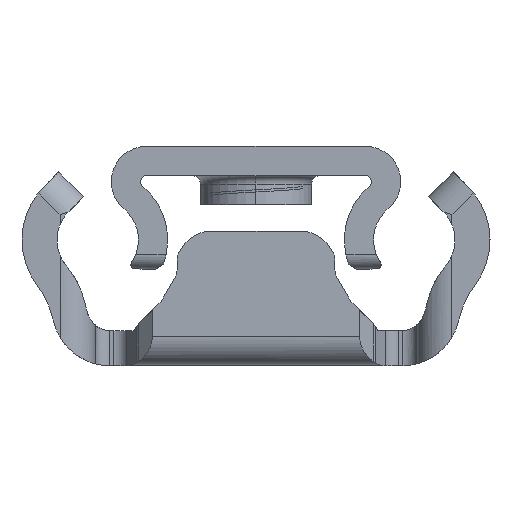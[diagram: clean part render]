
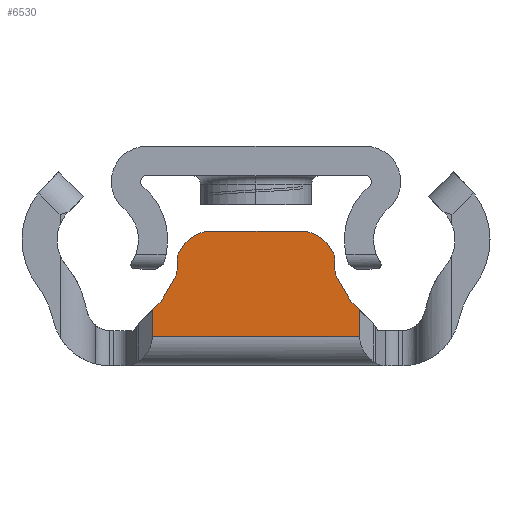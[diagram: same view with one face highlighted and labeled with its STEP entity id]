
A CAD part, left-side view. The second image highlights one B-rep face of the part: STEP entity #6530.
In plain terms, the highlighted planar face has unit normal (-1, 0, 0).
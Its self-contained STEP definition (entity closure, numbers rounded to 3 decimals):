
#19 = VECTOR ( 'NONE', #3944, 1000. ) ;
#98 = LINE ( 'NONE', #4542, #7942 ) ;
#186 = CARTESIAN_POINT ( 'NONE',  ( 1.3, 3.546, 6.626 ) ) ;
#201 = AXIS2_PLACEMENT_3D ( 'NONE', #6252, #6658, #7611 ) ;
#286 = VECTOR ( 'NONE', #3158, 1000. ) ;
#312 = CIRCLE ( 'NONE', #6854, 0.5 ) ;
#353 = LINE ( 'NONE', #2999, #7265 ) ;
#458 = DIRECTION ( 'NONE',  ( 0., 0., -1. ) ) ;
#489 = VERTEX_POINT ( 'NONE', #1532 ) ;
#517 = CARTESIAN_POINT ( 'NONE',  ( 1.3, -1.512, 4.6 ) ) ;
#600 = VERTEX_POINT ( 'NONE', #3436 ) ;
#606 = VERTEX_POINT ( 'NONE', #2695 ) ;
#685 = ORIENTED_EDGE ( 'NONE', *, *, #8131, .F. ) ;
#702 = LINE ( 'NONE', #7809, #6886 ) ;
#774 = ORIENTED_EDGE ( 'NONE', *, *, #6418, .T. ) ;
#1016 = DIRECTION ( 'NONE',  ( 0., -1., 0. ) ) ;
#1043 = VECTOR ( 'NONE', #2833, 1000. ) ;
#1303 = VECTOR ( 'NONE', #8380, 1000. ) ;
#1334 = EDGE_CURVE ( 'NONE', #5305, #6598, #1618, .T. ) ;
#1424 = VECTOR ( 'NONE', #8097, 1000. ) ;
#1529 = EDGE_CURVE ( 'NONE', #7295, #489, #702, .T. ) ;
#1532 = CARTESIAN_POINT ( 'NONE',  ( 1.3, 3.24, 2.206 ) ) ;
#1616 = EDGE_CURVE ( 'NONE', #6598, #3043, #7853, .T. ) ;
#1618 = LINE ( 'NONE', #8424, #1303 ) ;
#1634 = DIRECTION ( 'NONE',  ( 0., 0.5, -0.866 ) ) ;
#1683 = ORIENTED_EDGE ( 'NONE', *, *, #2132, .T. ) ;
#1714 = EDGE_CURVE ( 'NONE', #8003, #6327, #8062, .T. ) ;
#1827 = DIRECTION ( 'NONE',  ( 0., 0.5, -0.866 ) ) ;
#1855 = AXIS2_PLACEMENT_3D ( 'NONE', #5547, #4189, #7370 ) ;
#1907 = VERTEX_POINT ( 'NONE', #5314 ) ;
#2132 = EDGE_CURVE ( 'NONE', #4237, #3031, #4087, .T. ) ;
#2199 = CARTESIAN_POINT ( 'NONE',  ( 1.3, 3.546, 1. ) ) ;
#2251 = CARTESIAN_POINT ( 'NONE',  ( 1.3, 3.2, 3.276 ) ) ;
#2280 = EDGE_CURVE ( 'NONE', #7233, #4382, #3515, .T. ) ;
#2334 = DIRECTION ( 'NONE',  ( -1., 0., 0. ) ) ;
#2339 = DIRECTION ( 'NONE',  ( 0., -1., 0. ) ) ;
#2404 = CARTESIAN_POINT ( 'NONE',  ( 1.3, -3.2, 3.276 ) ) ;
#2406 = DIRECTION ( 'NONE',  ( -1., 0., 0. ) ) ;
#2449 = CARTESIAN_POINT ( 'NONE',  ( 1.3, -2.7, 3.276 ) ) ;
#2549 = DIRECTION ( 'NONE',  ( 0., 1., 0. ) ) ;
#2592 = CARTESIAN_POINT ( 'NONE',  ( 1.3, 2.7, 3.276 ) ) ;
#2612 = DIRECTION ( 'NONE',  ( 0., 0., -1. ) ) ;
#2633 = CARTESIAN_POINT ( 'NONE',  ( 1.3, -2.7, 3.608 ) ) ;
#2683 = LINE ( 'NONE', #6605, #19 ) ;
#2695 = CARTESIAN_POINT ( 'NONE',  ( 1.3, 2.633, 3.858 ) ) ;
#2745 = ORIENTED_EDGE ( 'NONE', *, *, #6293, .T. ) ;
#2824 = CARTESIAN_POINT ( 'NONE',  ( 1.3, -2.633, 3.858 ) ) ;
#2833 = DIRECTION ( 'NONE',  ( 0., 0., -1. ) ) ;
#2858 = ORIENTED_EDGE ( 'NONE', *, *, #6626, .T. ) ;
#2864 = LINE ( 'NONE', #5536, #7119 ) ;
#2979 = VECTOR ( 'NONE', #6046, 1000. ) ;
#2999 = CARTESIAN_POINT ( 'NONE',  ( 1.3, -3.24, 2.206 ) ) ;
#3031 = VERTEX_POINT ( 'NONE', #3147 ) ;
#3043 = VERTEX_POINT ( 'NONE', #6587 ) ;
#3054 = AXIS2_PLACEMENT_3D ( 'NONE', #4302, #2334, #6966 ) ;
#3147 = CARTESIAN_POINT ( 'NONE',  ( 1.3, 2.551, 4. ) ) ;
#3158 = DIRECTION ( 'NONE',  ( 0., 1., 0. ) ) ;
#3232 = ORIENTED_EDGE ( 'NONE', *, *, #5456, .T. ) ;
#3260 = CARTESIAN_POINT ( 'NONE',  ( 1.3, 3.546, 1.9 ) ) ;
#3380 = ORIENTED_EDGE ( 'NONE', *, *, #2280, .T. ) ;
#3436 = CARTESIAN_POINT ( 'NONE',  ( 1.3, -1.512, 4.6 ) ) ;
#3515 = LINE ( 'NONE', #6747, #2979 ) ;
#3641 = LINE ( 'NONE', #3723, #7507 ) ;
#3723 = CARTESIAN_POINT ( 'NONE',  ( 1.3, 2.633, 3.858 ) ) ;
#3801 = CARTESIAN_POINT ( 'NONE',  ( 1.3, -2.767, 3.026 ) ) ;
#3813 = LINE ( 'NONE', #517, #286 ) ;
#3860 = EDGE_CURVE ( 'NONE', #3031, #606, #3641, .T. ) ;
#3861 = EDGE_CURVE ( 'NONE', #4601, #600, #6827, .T. ) ;
#3914 = ORIENTED_EDGE ( 'NONE', *, *, #8064, .T. ) ;
#3944 = DIRECTION ( 'NONE',  ( 0., 0.707, -0.707 ) ) ;
#4070 = EDGE_CURVE ( 'NONE', #600, #4237, #3813, .T. ) ;
#4087 = CIRCLE ( 'NONE', #201, 1.2 ) ;
#4163 = CARTESIAN_POINT ( 'NONE',  ( 1.3, 1.512, 4.6 ) ) ;
#4189 = DIRECTION ( 'NONE',  ( -1., 0., 0. ) ) ;
#4237 = VERTEX_POINT ( 'NONE', #4163 ) ;
#4268 = DIRECTION ( 'NONE',  ( 1., 0., 0. ) ) ;
#4302 = CARTESIAN_POINT ( 'NONE',  ( 1.3, -1.512, 3.4 ) ) ;
#4374 = LINE ( 'NONE', #5894, #7416 ) ;
#4379 = CARTESIAN_POINT ( 'NONE',  ( 1.3, -3.546, 1. ) ) ;
#4382 = VERTEX_POINT ( 'NONE', #3801 ) ;
#4450 = EDGE_CURVE ( 'NONE', #4382, #5305, #6267, .T. ) ;
#4539 = ORIENTED_EDGE ( 'NONE', *, *, #4450, .T. ) ;
#4542 = CARTESIAN_POINT ( 'NONE',  ( 1.3, 2.7, 3.276 ) ) ;
#4601 = VERTEX_POINT ( 'NONE', #7199 ) ;
#4672 = EDGE_LOOP ( 'NONE', ( #6877, #2745, #685, #774, #3380, #4539, #7047, #6835, #3914, #6830, #5050, #1683, #6619, #5993, #3232, #6346, #7617, #2858 ) ) ;
#4783 = VERTEX_POINT ( 'NONE', #6058 ) ;
#4853 = CARTESIAN_POINT ( 'NONE',  ( 1.3, -3.24, 2.206 ) ) ;
#4884 = AXIS2_PLACEMENT_3D ( 'NONE', #7115, #2406, #7036 ) ;
#4900 = AXIS2_PLACEMENT_3D ( 'NONE', #8401, #5102, #2549 ) ;
#5035 = CIRCLE ( 'NONE', #4884, 0.5 ) ;
#5050 = ORIENTED_EDGE ( 'NONE', *, *, #4070, .T. ) ;
#5084 = CARTESIAN_POINT ( 'NONE',  ( 1.3, 2.767, 3.026 ) ) ;
#5102 = DIRECTION ( 'NONE',  ( 1., 0., 0. ) ) ;
#5283 = EDGE_CURVE ( 'NONE', #606, #4783, #5035, .T. ) ;
#5305 = VERTEX_POINT ( 'NONE', #2449 ) ;
#5314 = CARTESIAN_POINT ( 'NONE',  ( 1.3, -3.546, 1.9 ) ) ;
#5456 = EDGE_CURVE ( 'NONE', #4783, #6558, #98, .T. ) ;
#5536 = CARTESIAN_POINT ( 'NONE',  ( 1.3, 3.546, 1. ) ) ;
#5547 = CARTESIAN_POINT ( 'NONE',  ( 1.3, -2.2, 3.608 ) ) ;
#5580 = LINE ( 'NONE', #2824, #1424 ) ;
#5673 = DIRECTION ( 'NONE',  ( 0., 0.707, 0.707 ) ) ;
#5715 = DIRECTION ( 'NONE',  ( 0., -1., 0. ) ) ;
#5894 = CARTESIAN_POINT ( 'NONE',  ( 1.3, -3.546, 6.626 ) ) ;
#5984 = AXIS2_PLACEMENT_3D ( 'NONE', #2404, #7635, #1016 ) ;
#5993 = ORIENTED_EDGE ( 'NONE', *, *, #5283, .T. ) ;
#6046 = DIRECTION ( 'NONE',  ( 0., 0.5, 0.866 ) ) ;
#6058 = CARTESIAN_POINT ( 'NONE',  ( 1.3, 2.7, 3.608 ) ) ;
#6069 = VERTEX_POINT ( 'NONE', #4379 ) ;
#6252 = CARTESIAN_POINT ( 'NONE',  ( 1.3, 1.512, 3.4 ) ) ;
#6267 = CIRCLE ( 'NONE', #5984, 0.5 ) ;
#6293 = EDGE_CURVE ( 'NONE', #6327, #6069, #2864, .T. ) ;
#6327 = VERTEX_POINT ( 'NONE', #2199 ) ;
#6343 = EDGE_CURVE ( 'NONE', #6558, #7295, #312, .T. ) ;
#6346 = ORIENTED_EDGE ( 'NONE', *, *, #6343, .T. ) ;
#6418 = EDGE_CURVE ( 'NONE', #1907, #7233, #353, .T. ) ;
#6479 = PLANE ( 'NONE',  #4900 ) ;
#6530 = ADVANCED_FACE ( 'NONE', ( #7180 ), #6479, .F. ) ;
#6558 = VERTEX_POINT ( 'NONE', #2592 ) ;
#6587 = CARTESIAN_POINT ( 'NONE',  ( 1.3, -2.633, 3.858 ) ) ;
#6598 = VERTEX_POINT ( 'NONE', #2633 ) ;
#6605 = CARTESIAN_POINT ( 'NONE',  ( 1.3, 3.24, 2.206 ) ) ;
#6619 = ORIENTED_EDGE ( 'NONE', *, *, #3860, .T. ) ;
#6626 = EDGE_CURVE ( 'NONE', #489, #8003, #2683, .T. ) ;
#6658 = DIRECTION ( 'NONE',  ( -1., 0., 0. ) ) ;
#6747 = CARTESIAN_POINT ( 'NONE',  ( 1.3, -3.24, 2.206 ) ) ;
#6827 = CIRCLE ( 'NONE', #3054, 1.2 ) ;
#6830 = ORIENTED_EDGE ( 'NONE', *, *, #3861, .T. ) ;
#6835 = ORIENTED_EDGE ( 'NONE', *, *, #1616, .T. ) ;
#6854 = AXIS2_PLACEMENT_3D ( 'NONE', #2251, #4268, #5715 ) ;
#6877 = ORIENTED_EDGE ( 'NONE', *, *, #1714, .T. ) ;
#6886 = VECTOR ( 'NONE', #1827, 1000. ) ;
#6966 = DIRECTION ( 'NONE',  ( 0., -1., 0. ) ) ;
#7036 = DIRECTION ( 'NONE',  ( 0., -1., 0. ) ) ;
#7047 = ORIENTED_EDGE ( 'NONE', *, *, #1334, .T. ) ;
#7115 = CARTESIAN_POINT ( 'NONE',  ( 1.3, 2.2, 3.608 ) ) ;
#7119 = VECTOR ( 'NONE', #2339, 1000. ) ;
#7180 = FACE_OUTER_BOUND ( 'NONE', #4672, .T. ) ;
#7199 = CARTESIAN_POINT ( 'NONE',  ( 1.3, -2.551, 4. ) ) ;
#7233 = VERTEX_POINT ( 'NONE', #4853 ) ;
#7265 = VECTOR ( 'NONE', #5673, 1000. ) ;
#7295 = VERTEX_POINT ( 'NONE', #5084 ) ;
#7370 = DIRECTION ( 'NONE',  ( 0., -1., 0. ) ) ;
#7416 = VECTOR ( 'NONE', #458, 1000. ) ;
#7507 = VECTOR ( 'NONE', #1634, 1000. ) ;
#7611 = DIRECTION ( 'NONE',  ( 0., -1., 0. ) ) ;
#7617 = ORIENTED_EDGE ( 'NONE', *, *, #1529, .T. ) ;
#7635 = DIRECTION ( 'NONE',  ( 1., 0., 0. ) ) ;
#7809 = CARTESIAN_POINT ( 'NONE',  ( 1.3, 3.24, 2.206 ) ) ;
#7853 = CIRCLE ( 'NONE', #1855, 0.5 ) ;
#7942 = VECTOR ( 'NONE', #2612, 1000. ) ;
#8003 = VERTEX_POINT ( 'NONE', #3260 ) ;
#8062 = LINE ( 'NONE', #186, #1043 ) ;
#8064 = EDGE_CURVE ( 'NONE', #3043, #4601, #5580, .T. ) ;
#8097 = DIRECTION ( 'NONE',  ( 0., 0.5, 0.866 ) ) ;
#8131 = EDGE_CURVE ( 'NONE', #1907, #6069, #4374, .T. ) ;
#8380 = DIRECTION ( 'NONE',  ( 0., 0., 1. ) ) ;
#8401 = CARTESIAN_POINT ( 'NONE',  ( 1.3, 3.546, -1.8 ) ) ;
#8424 = CARTESIAN_POINT ( 'NONE',  ( 1.3, -2.7, 3.276 ) ) ;
